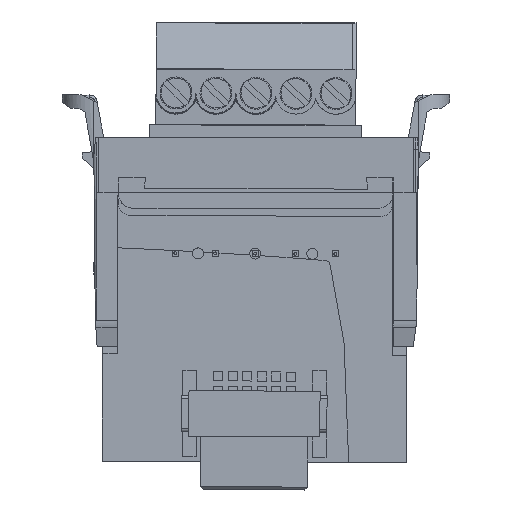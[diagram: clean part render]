
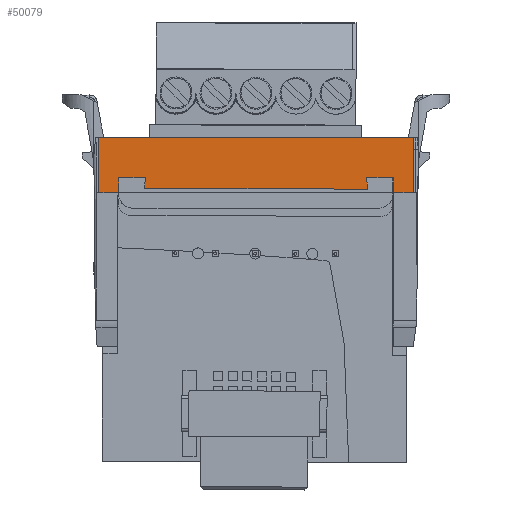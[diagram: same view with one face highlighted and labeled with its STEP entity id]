
A CAD part, left-side view. The second image highlights one B-rep face of the part: STEP entity #50079.
In plain terms, the highlighted planar face has unit normal (-1, 0, 0).
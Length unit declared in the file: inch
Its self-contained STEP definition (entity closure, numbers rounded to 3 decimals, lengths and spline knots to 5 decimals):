
#5146 = VERTEX_POINT ( 'NONE', #36908 ) ;
#6601 = VECTOR ( 'NONE', #63778, 39.37008 ) ;
#9007 = FACE_OUTER_BOUND ( 'NONE', #25736, .T. ) ;
#9749 = CARTESIAN_POINT ( 'NONE',  ( -0.58144, -0.38367, -0.16707 ) ) ;
#10550 = CARTESIAN_POINT ( 'NONE',  ( -0.58144, 0.38443, -0.16372 ) ) ;
#10854 = EDGE_CURVE ( 'NONE', #42818, #61858, #59633, .T. ) ;
#13801 = ORIENTED_EDGE ( 'NONE', *, *, #25330, .F. ) ;
#14258 = CARTESIAN_POINT ( 'NONE',  ( -0.58144, 0.38443, -0.16372 ) ) ;
#15731 = VERTEX_POINT ( 'NONE', #57926 ) ;
#17609 = CARTESIAN_POINT ( 'NONE',  ( -0.58144, -0.38367, -0.16707 ) ) ;
#17900 = CARTESIAN_POINT ( 'NONE',  ( -0.58144, -0.77226, 0.00969 ) ) ;
#18111 = LINE ( 'NONE', #43908, #60987 ) ;
#19214 = ORIENTED_EDGE ( 'NONE', *, *, #72015, .T. ) ;
#19683 = CARTESIAN_POINT ( 'NONE',  ( -0.58144, 0.47393, -0.17872 ) ) ;
#21225 = VERTEX_POINT ( 'NONE', #10550 ) ;
#22743 = DIRECTION ( 'NONE',  ( 0., 1., 0. ) ) ;
#23007 = EDGE_CURVE ( 'NONE', #33073, #23682, #45992, .T. ) ;
#23340 = CARTESIAN_POINT ( 'NONE',  ( -0.58144, -0.54219, -0.17872 ) ) ;
#23454 = VERTEX_POINT ( 'NONE', #17609 ) ;
#23682 = VERTEX_POINT ( 'NONE', #63505 ) ;
#23791 = CARTESIAN_POINT ( 'NONE',  ( -0.58144, -0.77226, -0.17872 ) ) ;
#23868 = ORIENTED_EDGE ( 'NONE', *, *, #45641, .T. ) ;
#24028 = DIRECTION ( 'NONE',  ( 0., 1., 0. ) ) ;
#24532 = LINE ( 'NONE', #23791, #33302 ) ;
#25330 = EDGE_CURVE ( 'NONE', #23454, #21225, #25574, .T. ) ;
#25574 = LINE ( 'NONE', #9749, #68466 ) ;
#25736 = EDGE_LOOP ( 'NONE', ( #35961, #30875, #35286, #29245, #13801, #52756, #42070, #23868, #65815, #49350, #19214, #70364 ) ) ;
#25823 = LINE ( 'NONE', #45306, #72198 ) ;
#26091 = DIRECTION ( 'NONE',  ( 0., 1., 0. ) ) ;
#26123 = EDGE_CURVE ( 'NONE', #23682, #42818, #64719, .T. ) ;
#26221 = EDGE_CURVE ( 'NONE', #61858, #41941, #53285, .T. ) ;
#26943 = CARTESIAN_POINT ( 'NONE',  ( -0.58144, -0.77226, 0.00969 ) ) ;
#28660 = CARTESIAN_POINT ( 'NONE',  ( -0.58144, 0.54219, 0.00969 ) ) ;
#28853 = VECTOR ( 'NONE', #68927, 39.37008 ) ;
#29245 = ORIENTED_EDGE ( 'NONE', *, *, #36384, .F. ) ;
#29347 = CARTESIAN_POINT ( 'NONE',  ( -0.58144, 0.54219, -0.17872 ) ) ;
#30558 = LINE ( 'NONE', #14258, #39326 ) ;
#30875 = ORIENTED_EDGE ( 'NONE', *, *, #26123, .F. ) ;
#31095 = CARTESIAN_POINT ( 'NONE',  ( -0.58144, -0.77226, -0.12768 ) ) ;
#33073 = VERTEX_POINT ( 'NONE', #42882 ) ;
#33182 = CARTESIAN_POINT ( 'NONE',  ( -0.58144, -0.47328, -0.17872 ) ) ;
#33302 = VECTOR ( 'NONE', #24028, 39.37008 ) ;
#34018 = VERTEX_POINT ( 'NONE', #33182 ) ;
#35286 = ORIENTED_EDGE ( 'NONE', *, *, #23007, .F. ) ;
#35961 = ORIENTED_EDGE ( 'NONE', *, *, #10854, .F. ) ;
#36384 = EDGE_CURVE ( 'NONE', #21225, #33073, #30558, .T. ) ;
#36547 = DIRECTION ( 'NONE',  ( 0., -0.07, 0.998 ) ) ;
#36908 = CARTESIAN_POINT ( 'NONE',  ( -0.58144, -0.54219, 0.00969 ) ) ;
#37522 = EDGE_CURVE ( 'NONE', #64544, #23454, #18111, .T. ) ;
#37771 = EDGE_CURVE ( 'NONE', #45531, #34018, #24532, .T. ) ;
#38300 = DIRECTION ( 'NONE',  ( 0., -0.07, -0.998 ) ) ;
#39326 = VECTOR ( 'NONE', #36547, 39.37008 ) ;
#39535 = CARTESIAN_POINT ( 'NONE',  ( -0.58144, -0.54219, 0.00969 ) ) ;
#40735 = DIRECTION ( 'NONE',  ( 0., 0., -1. ) ) ;
#41941 = VERTEX_POINT ( 'NONE', #28660 ) ;
#42070 = ORIENTED_EDGE ( 'NONE', *, *, #57025, .F. ) ;
#42391 = LINE ( 'NONE', #26943, #43229 ) ;
#42771 = CARTESIAN_POINT ( 'NONE',  ( -0.58144, -0.77226, -0.17872 ) ) ;
#42818 = VERTEX_POINT ( 'NONE', #19683 ) ;
#42882 = CARTESIAN_POINT ( 'NONE',  ( -0.58144, 0.38191, -0.12768 ) ) ;
#43229 = VECTOR ( 'NONE', #22743, 39.37008 ) ;
#43908 = CARTESIAN_POINT ( 'NONE',  ( -0.58144, -0.38095, -0.12811 ) ) ;
#44359 = LINE ( 'NONE', #63162, #72338 ) ;
#45306 = CARTESIAN_POINT ( 'NONE',  ( -0.58144, -0.77226, -0.12811 ) ) ;
#45531 = VERTEX_POINT ( 'NONE', #23340 ) ;
#45546 = DIRECTION ( 'NONE',  ( 0., 1., 0. ) ) ;
#45641 = EDGE_CURVE ( 'NONE', #15731, #34018, #44359, .T. ) ;
#45992 = LINE ( 'NONE', #31095, #6601 ) ;
#48596 = LINE ( 'NONE', #39535, #53878 ) ;
#49350 = ORIENTED_EDGE ( 'NONE', *, *, #54194, .F. ) ;
#50079 = ADVANCED_FACE ( 'NONE', ( #9007 ), #62159, .F. ) ;
#51627 = VECTOR ( 'NONE', #56488, 39.37008 ) ;
#52756 = ORIENTED_EDGE ( 'NONE', *, *, #37522, .F. ) ;
#53285 = LINE ( 'NONE', #57206, #28853 ) ;
#53512 = AXIS2_PLACEMENT_3D ( 'NONE', #17900, #57016, #56295 ) ;
#53878 = VECTOR ( 'NONE', #67866, 39.37008 ) ;
#54194 = EDGE_CURVE ( 'NONE', #5146, #45531, #48596, .T. ) ;
#56242 = CARTESIAN_POINT ( 'NONE',  ( -0.58144, 0.47393, 0.00969 ) ) ;
#56295 = DIRECTION ( 'NONE',  ( 0., 0., -1. ) ) ;
#56488 = DIRECTION ( 'NONE',  ( 0., 0., -1. ) ) ;
#57016 = DIRECTION ( 'NONE',  ( 1., 0., 0. ) ) ;
#57025 = EDGE_CURVE ( 'NONE', #15731, #64544, #25823, .T. ) ;
#57206 = CARTESIAN_POINT ( 'NONE',  ( -0.58144, 0.54219, -0.71098 ) ) ;
#57926 = CARTESIAN_POINT ( 'NONE',  ( -0.58144, -0.47328, -0.12811 ) ) ;
#59633 = LINE ( 'NONE', #42771, #60540 ) ;
#60540 = VECTOR ( 'NONE', #26091, 39.37008 ) ;
#60987 = VECTOR ( 'NONE', #38300, 39.37008 ) ;
#61858 = VERTEX_POINT ( 'NONE', #29347 ) ;
#62159 = PLANE ( 'NONE',  #53512 ) ;
#63162 = CARTESIAN_POINT ( 'NONE',  ( -0.58144, -0.47328, 0.00969 ) ) ;
#63505 = CARTESIAN_POINT ( 'NONE',  ( -0.58144, 0.47393, -0.12768 ) ) ;
#63778 = DIRECTION ( 'NONE',  ( 0., 1., 0. ) ) ;
#64544 = VERTEX_POINT ( 'NONE', #68864 ) ;
#64719 = LINE ( 'NONE', #56242, #51627 ) ;
#65734 = DIRECTION ( 'NONE',  ( 0., 1., 0.004 ) ) ;
#65815 = ORIENTED_EDGE ( 'NONE', *, *, #37771, .F. ) ;
#67866 = DIRECTION ( 'NONE',  ( 0., 0., -1. ) ) ;
#68466 = VECTOR ( 'NONE', #65734, 39.37008 ) ;
#68864 = CARTESIAN_POINT ( 'NONE',  ( -0.58144, -0.38095, -0.12811 ) ) ;
#68927 = DIRECTION ( 'NONE',  ( 0., 0., 1. ) ) ;
#70364 = ORIENTED_EDGE ( 'NONE', *, *, #26221, .F. ) ;
#72015 = EDGE_CURVE ( 'NONE', #5146, #41941, #42391, .T. ) ;
#72198 = VECTOR ( 'NONE', #45546, 39.37008 ) ;
#72338 = VECTOR ( 'NONE', #40735, 39.37008 ) ;
